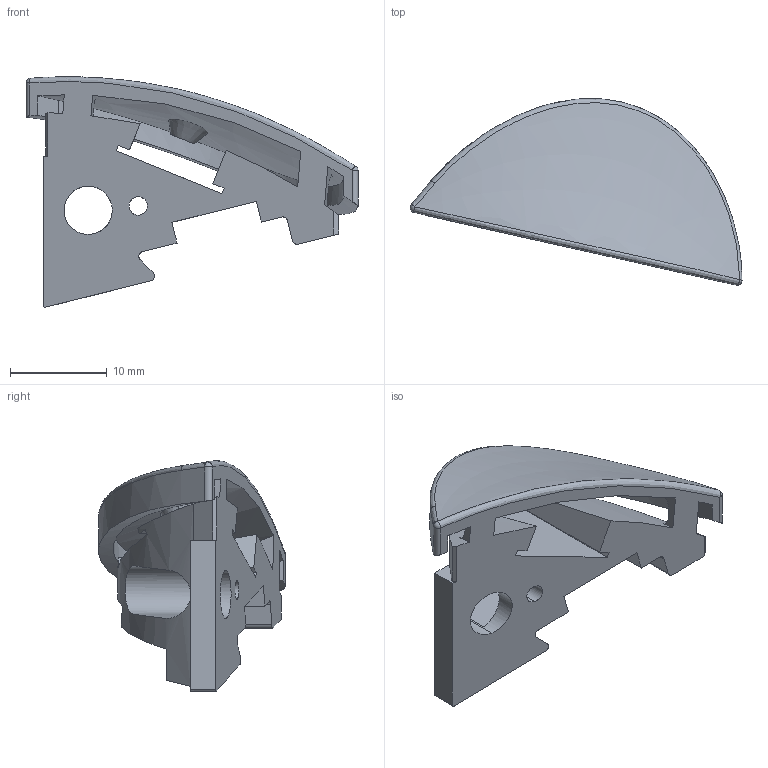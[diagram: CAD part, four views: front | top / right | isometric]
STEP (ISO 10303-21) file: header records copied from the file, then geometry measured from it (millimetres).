
FILE_DESCRIPTION (( 'STEP AP203' ), '1' );
FILE_NAME ('R2 Button REF2012.STEP', '2025-11-29T16:59:57', ( '' ), ( '' ), 'SwSTEP 2.0', 'SolidWorks 2025', '' );
FILE_SCHEMA (( 'CONFIG_CONTROL_DESIGN' ));
Length unit declared in the file: millimetre
Products named in the file (1): R2 Button REF2012
Bounding box: 34.37 x 19.3 x 23.85 mm (x, y, z)
Volume: 2799.7 mm3; surface area: 2961.8 mm2
Topology: 1 solids, 1 shells, 68 faces, 197 edges, 129 vertices
Faces by surface type: plane 36, bspline 15, cylinder 13, cone 2, sphere 2
Entity records: 3663 total; most frequent: CARTESIAN_POINT 1999, ORIENTED_EDGE 392, DIRECTION 242, EDGE_CURVE 196, VERTEX_POINT 129, LINE 88, VECTOR 88, AXIS2_PLACEMENT_3D 77
